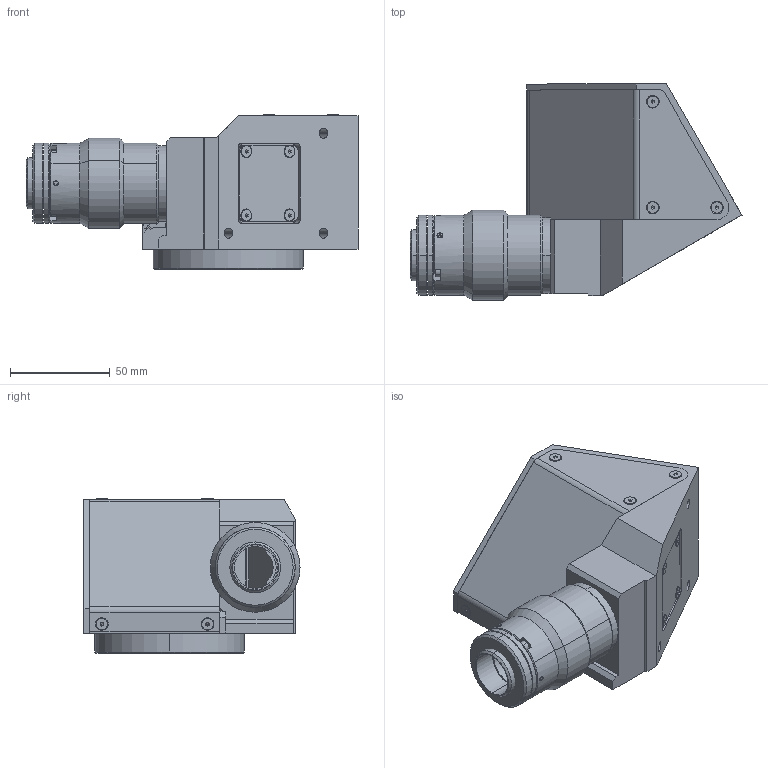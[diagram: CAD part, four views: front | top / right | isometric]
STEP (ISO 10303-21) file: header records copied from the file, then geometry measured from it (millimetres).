
FILE_DESCRIPTION (( 'STEP AP203' ), '1' );
FILE_NAME ('DP23957_TCCR2M048-C.step', '2021-10-14T09:36:34', ( '' ), ( '' ), 'SwSTEP 2.0', 'SolidWorks 2021', '' );
FILE_SCHEMA (( 'CONFIG_CONTROL_DESIGN' ));
Length unit declared in the file: millimetre
Products named in the file (1): DP23957_TCCR2M048-C
Bounding box: 166.34 x 108.32 x 77.19 mm (x, y, z)
Surface area: 65173.2 mm2 (no closed solid volume)
Topology: 0 solids, 46 shells, 330 faces, 1115 edges, 800 vertices
Faces by surface type: plane 145, cylinder 103, cone 76, torus 4, sphere 2
Entity records: 12173 total; most frequent: CARTESIAN_POINT 2409, DIRECTION 2137, ORIENTED_EDGE 1657, EDGE_CURVE 1089, VERTEX_POINT 800, AXIS2_PLACEMENT_3D 744, LINE 649, VECTOR 649
